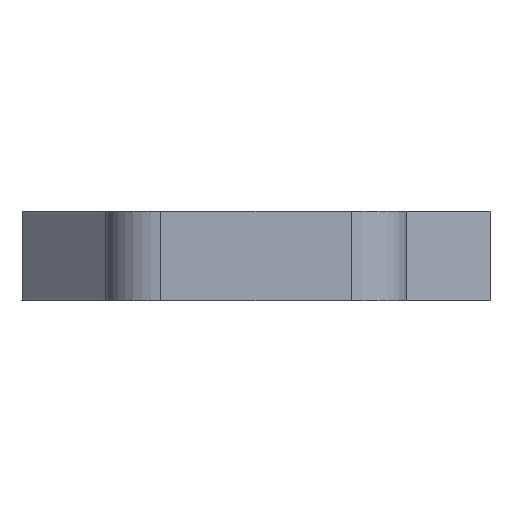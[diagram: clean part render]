
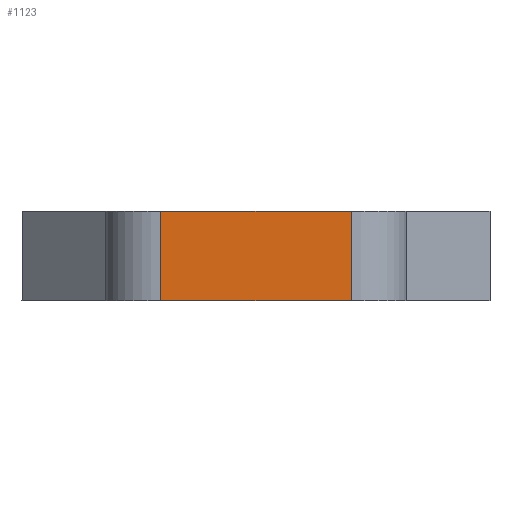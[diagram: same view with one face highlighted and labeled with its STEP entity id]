
A CAD part, left-side view. The second image highlights one B-rep face of the part: STEP entity #1123.
In plain terms, the highlighted planar face has unit normal (-1, 0, 0).
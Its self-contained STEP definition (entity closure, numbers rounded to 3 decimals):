
#49 = ORIENTED_EDGE ( 'NONE', *, *, #1160, .F. ) ;
#80 = VECTOR ( 'NONE', #1074, 1000. ) ;
#167 = VERTEX_POINT ( 'NONE', #848 ) ;
#297 = EDGE_CURVE ( 'NONE', #1210, #167, #949, .T. ) ;
#352 = VECTOR ( 'NONE', #810, 1000. ) ;
#363 = ORIENTED_EDGE ( 'NONE', *, *, #297, .F. ) ;
#407 = EDGE_LOOP ( 'NONE', ( #1277, #49, #363, #591 ) ) ;
#420 = CARTESIAN_POINT ( 'NONE',  ( -27.027, -27.607, -4. ) ) ;
#422 = DIRECTION ( 'NONE',  ( -1., 0., 0. ) ) ;
#459 = CARTESIAN_POINT ( 'NONE',  ( -27.027, -27.607, 0. ) ) ;
#474 = AXIS2_PLACEMENT_3D ( 'NONE', #977, #422, #865 ) ;
#515 = DIRECTION ( 'NONE',  ( 0., 1., 0. ) ) ;
#527 = FACE_OUTER_BOUND ( 'NONE', #407, .T. ) ;
#591 = ORIENTED_EDGE ( 'NONE', *, *, #1360, .T. ) ;
#618 = CARTESIAN_POINT ( 'NONE',  ( -27.027, -36.147, 0. ) ) ;
#725 = VECTOR ( 'NONE', #993, 1000. ) ;
#757 = VERTEX_POINT ( 'NONE', #1328 ) ;
#774 = CARTESIAN_POINT ( 'NONE',  ( -27.027, -36.147, 0. ) ) ;
#782 = CARTESIAN_POINT ( 'NONE',  ( -27.027, -42.377, -4. ) ) ;
#810 = DIRECTION ( 'NONE',  ( 0., 1., 0. ) ) ;
#848 = CARTESIAN_POINT ( 'NONE',  ( -27.027, -36.147, -4. ) ) ;
#865 = DIRECTION ( 'NONE',  ( 0., -1., 0. ) ) ;
#944 = EDGE_CURVE ( 'NONE', #757, #1388, #1346, .T. ) ;
#949 = LINE ( 'NONE', #774, #80 ) ;
#977 = CARTESIAN_POINT ( 'NONE',  ( -27.027, -36.147, 0. ) ) ;
#993 = DIRECTION ( 'NONE',  ( 0., 0., -1. ) ) ;
#1074 = DIRECTION ( 'NONE',  ( 0., 0., -1. ) ) ;
#1123 = ADVANCED_FACE ( 'NONE', ( #527 ), #1412, .T. ) ;
#1160 = EDGE_CURVE ( 'NONE', #167, #1388, #1226, .T. ) ;
#1169 = CARTESIAN_POINT ( 'NONE',  ( -27.027, -36.147, 0. ) ) ;
#1210 = VERTEX_POINT ( 'NONE', #618 ) ;
#1226 = LINE ( 'NONE', #782, #352 ) ;
#1255 = VECTOR ( 'NONE', #515, 1000. ) ;
#1277 = ORIENTED_EDGE ( 'NONE', *, *, #944, .T. ) ;
#1328 = CARTESIAN_POINT ( 'NONE',  ( -27.027, -27.607, 0. ) ) ;
#1346 = LINE ( 'NONE', #459, #725 ) ;
#1360 = EDGE_CURVE ( 'NONE', #1210, #757, #1383, .T. ) ;
#1383 = LINE ( 'NONE', #1169, #1255 ) ;
#1388 = VERTEX_POINT ( 'NONE', #420 ) ;
#1412 = PLANE ( 'NONE',  #474 ) ;
